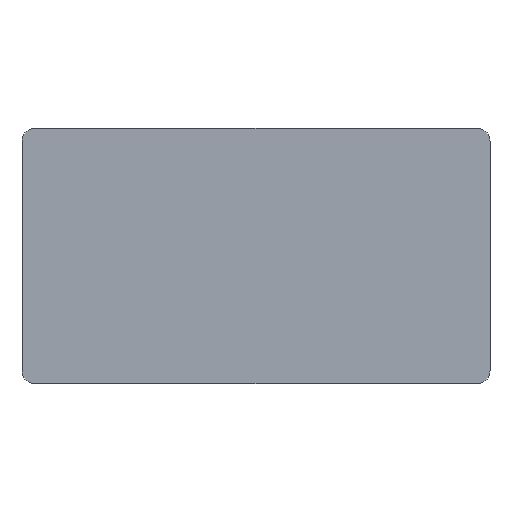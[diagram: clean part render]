
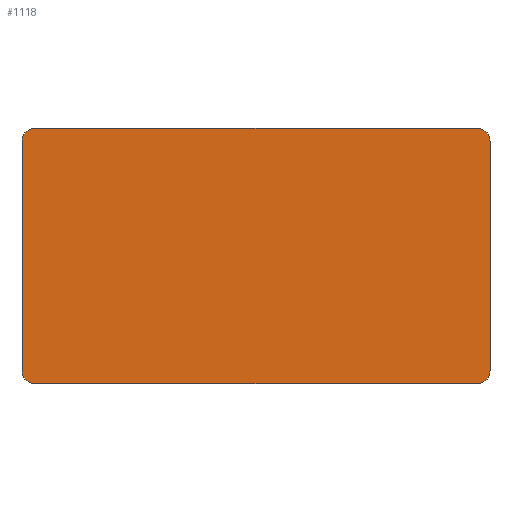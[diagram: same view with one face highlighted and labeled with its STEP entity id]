
A CAD part, front view. The second image highlights one B-rep face of the part: STEP entity #1118.
In plain terms, the highlighted planar face has unit normal (0, -1, 0).
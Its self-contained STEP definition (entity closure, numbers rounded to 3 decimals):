
#1=CARTESIAN_POINT('',(-5.2,0.,2.7));
#2=DIRECTION('',(0.,-1.,0.));
#3=DIRECTION('',(0.,0.,1.));
#4=AXIS2_PLACEMENT_3D('',#1,#2,#3);
#6=DIRECTION('',(1.,0.,0.));
#7=VECTOR('',#6,10.4);
#8=CARTESIAN_POINT('',(-5.2,0.,3.));
#9=LINE('',#8,#7);
#10=CARTESIAN_POINT('',(5.2,0.,2.7));
#11=DIRECTION('',(0.,-1.,0.));
#12=DIRECTION('',(1.,0.,0.));
#13=AXIS2_PLACEMENT_3D('',#10,#11,#12);
#15=DIRECTION('',(0.,0.,-1.));
#16=VECTOR('',#15,5.4);
#17=CARTESIAN_POINT('',(5.5,0.,2.7));
#18=LINE('',#17,#16);
#19=CARTESIAN_POINT('',(5.2,0.,-2.7));
#20=DIRECTION('',(0.,-1.,0.));
#21=DIRECTION('',(0.,0.,-1.));
#22=AXIS2_PLACEMENT_3D('',#19,#20,#21);
#24=DIRECTION('',(-1.,0.,0.));
#25=VECTOR('',#24,10.4);
#26=CARTESIAN_POINT('',(5.2,0.,-3.));
#27=LINE('',#26,#25);
#28=CARTESIAN_POINT('',(-5.2,0.,-2.7));
#29=DIRECTION('',(0.,-1.,0.));
#30=DIRECTION('',(-1.,0.,0.));
#31=AXIS2_PLACEMENT_3D('',#28,#29,#30);
#33=DIRECTION('',(0.,0.,1.));
#34=VECTOR('',#33,5.4);
#35=CARTESIAN_POINT('',(-5.5,0.,-2.7));
#36=LINE('',#35,#34);
#952=CARTESIAN_POINT('',(-5.5,0.,2.7));
#954=VERTEX_POINT('',#952);
#957=CARTESIAN_POINT('',(-5.2,0.,3.));
#958=VERTEX_POINT('',#957);
#959=CARTESIAN_POINT('',(-5.5,0.,-2.7));
#961=VERTEX_POINT('',#959);
#963=CARTESIAN_POINT('',(-5.2,0.,-3.));
#964=VERTEX_POINT('',#963);
#983=CARTESIAN_POINT('',(5.2,0.,-3.));
#985=VERTEX_POINT('',#983);
#987=CARTESIAN_POINT('',(5.5,0.,-2.7));
#988=VERTEX_POINT('',#987);
#992=CARTESIAN_POINT('',(5.2,0.,3.));
#994=VERTEX_POINT('',#992);
#997=CARTESIAN_POINT('',(5.5,0.,2.7));
#998=VERTEX_POINT('',#997);
#1095=CARTESIAN_POINT('',(0.,0.,0.));
#1096=DIRECTION('',(0.,1.,0.));
#1097=DIRECTION('',(1.,0.,0.));
#1098=AXIS2_PLACEMENT_3D('',#1095,#1096,#1097);
#1099=PLANE('',#1098);
#1101=ORIENTED_EDGE('',*,*,#1100,.F.);
#1103=ORIENTED_EDGE('',*,*,#1102,.T.);
#1105=ORIENTED_EDGE('',*,*,#1104,.F.);
#1107=ORIENTED_EDGE('',*,*,#1106,.T.);
#1109=ORIENTED_EDGE('',*,*,#1108,.F.);
#1111=ORIENTED_EDGE('',*,*,#1110,.T.);
#1113=ORIENTED_EDGE('',*,*,#1112,.F.);
#1115=ORIENTED_EDGE('',*,*,#1114,.T.);
#1116=EDGE_LOOP('',(#1101,#1103,#1105,#1107,#1109,#1111,#1113,#1115));
#1117=FACE_OUTER_BOUND('',#1116,.F.);
#1118=ADVANCED_FACE('',(#1117),#1099,.F.);
#5=CIRCLE('',#4,0.3);
#14=CIRCLE('',#13,0.3);
#23=CIRCLE('',#22,0.3);
#32=CIRCLE('',#31,0.3);
#1100=EDGE_CURVE('',#958,#954,#5,.T.);
#1102=EDGE_CURVE('',#958,#994,#9,.T.);
#1104=EDGE_CURVE('',#998,#994,#14,.T.);
#1106=EDGE_CURVE('',#998,#988,#18,.T.);
#1108=EDGE_CURVE('',#985,#988,#23,.T.);
#1110=EDGE_CURVE('',#985,#964,#27,.T.);
#1112=EDGE_CURVE('',#961,#964,#32,.T.);
#1114=EDGE_CURVE('',#961,#954,#36,.T.);
